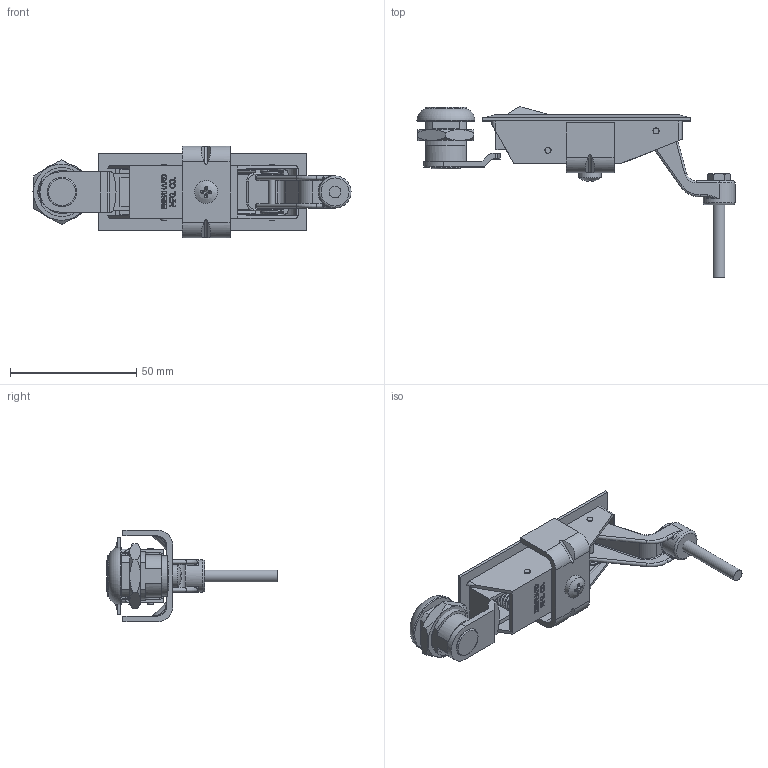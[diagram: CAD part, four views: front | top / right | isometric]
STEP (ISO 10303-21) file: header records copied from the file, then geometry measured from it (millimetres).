
FILE_DESCRIPTION(/* description */ (''),/* implementation_level */ '2;1');
FILE_NAME(/* name */ '534.stp',/* time_stamp */ '2020-11-24T13:56:32-05:00',/* author */ ('jenniferk'),/* organization */ (''),/* preprocessor_version */ 'ST-DEVELOPER v18.1',/* originating_system */ 'Autodesk Inventor 2020',/* authorisation */ '');
FILE_SCHEMA (('AUTOMOTIVE_DESIGN { 1 0 10303 214 3 1 1 }'));
Length unit declared in the file: inch
Products named in the file (1): 534_Shrinkwrap_1
Bounding box: 126.16 x 67.46 x 36.32 mm (x, y, z)
Volume: 27966.4 mm3; surface area: 27032.4 mm2
Topology: 12 solids, 12 shells, 742 faces, 1940 edges, 1240 vertices
Faces by surface type: plane 415, cylinder 138, bspline 127, torus 32, cone 18, sphere 12
Full cylindrical faces by diameter (mm): 0.686 x7, 2.413 x4, 2.591 x2, 2.896 x4, 4.013 x1, 4.394 x1, 4.727 x1, 4.826 x1, 5.144 x1, 5.156 x1, 5.537 x3, 8.636 x1, 9.068 x1, 9.652 x1, 11.684 x1, 12.7 x1, 18.034 x6
Entity records: 29319 total; most frequent: CARTESIAN_POINT 11007, ORIENTED_EDGE 3852, DIRECTION 3293, EDGE_CURVE 1926, VERTEX_POINT 1240, LINE 1193, VECTOR 1193, AXIS2_PLACEMENT_3D 1050
